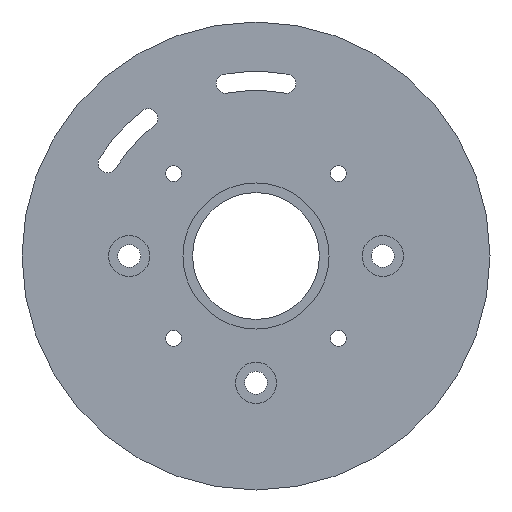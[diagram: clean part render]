
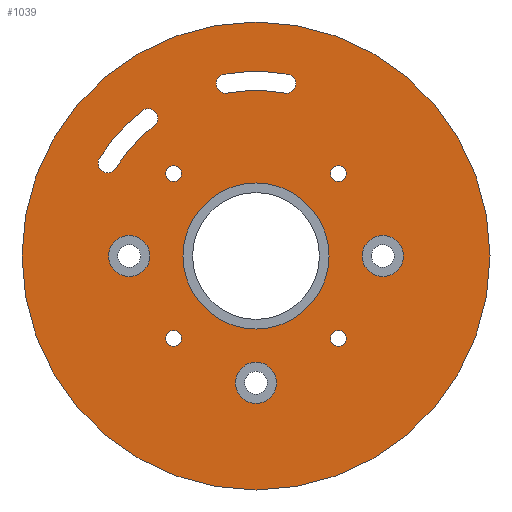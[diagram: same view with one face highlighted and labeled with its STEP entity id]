
A CAD part, front view. The second image highlights one B-rep face of the part: STEP entity #1039.
In plain terms, the highlighted planar face has unit normal (0, -1, 0).
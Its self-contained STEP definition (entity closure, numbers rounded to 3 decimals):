
#66 = VERTEX_POINT('',#67);
#67 = CARTESIAN_POINT('',(-13.,-13.5,11.75));
#73 = EDGE_CURVE('',#74,#66,#76,.T.);
#74 = VERTEX_POINT('',#75);
#75 = CARTESIAN_POINT('',(-13.,-13.5,14.25));
#76 = CIRCLE('',#77,1.25);
#77 = AXIS2_PLACEMENT_3D('',#78,#79,#80);
#78 = CARTESIAN_POINT('',(-13.,-13.5,13.));
#79 = DIRECTION('',(0.,-1.,-0.));
#80 = DIRECTION('',(0.,0.,-1.));
#108 = VERTEX_POINT('',#109);
#109 = CARTESIAN_POINT('',(-13.,-13.5,-14.25));
#115 = EDGE_CURVE('',#116,#108,#118,.T.);
#116 = VERTEX_POINT('',#117);
#117 = CARTESIAN_POINT('',(-13.,-13.5,-11.75));
#118 = CIRCLE('',#119,1.25);
#119 = AXIS2_PLACEMENT_3D('',#120,#121,#122);
#120 = CARTESIAN_POINT('',(-13.,-13.5,-13.));
#121 = DIRECTION('',(0.,-1.,-0.));
#122 = DIRECTION('',(0.,0.,-1.));
#150 = VERTEX_POINT('',#151);
#151 = CARTESIAN_POINT('',(13.,-13.5,-14.25));
#157 = EDGE_CURVE('',#158,#150,#160,.T.);
#158 = VERTEX_POINT('',#159);
#159 = CARTESIAN_POINT('',(13.,-13.5,-11.75));
#160 = CIRCLE('',#161,1.25);
#161 = AXIS2_PLACEMENT_3D('',#162,#163,#164);
#162 = CARTESIAN_POINT('',(13.,-13.5,-13.));
#163 = DIRECTION('',(0.,-1.,-0.));
#164 = DIRECTION('',(0.,0.,-1.));
#192 = VERTEX_POINT('',#193);
#193 = CARTESIAN_POINT('',(13.,-13.5,11.75));
#199 = EDGE_CURVE('',#200,#192,#202,.T.);
#200 = VERTEX_POINT('',#201);
#201 = CARTESIAN_POINT('',(13.,-13.5,14.25));
#202 = CIRCLE('',#203,1.25);
#203 = AXIS2_PLACEMENT_3D('',#204,#205,#206);
#204 = CARTESIAN_POINT('',(13.,-13.5,13.));
#205 = DIRECTION('',(0.,-1.,-0.));
#206 = DIRECTION('',(0.,0.,-1.));
#234 = VERTEX_POINT('',#235);
#235 = CARTESIAN_POINT('',(0.,-13.5,-23.25));
#241 = EDGE_CURVE('',#242,#234,#244,.T.);
#242 = VERTEX_POINT('',#243);
#243 = CARTESIAN_POINT('',(0.,-13.5,-16.75));
#244 = CIRCLE('',#245,3.25);
#245 = AXIS2_PLACEMENT_3D('',#246,#247,#248);
#246 = CARTESIAN_POINT('',(0.,-13.5,-20.));
#247 = DIRECTION('',(0.,-1.,-0.));
#248 = DIRECTION('',(0.,0.,-1.));
#318 = VERTEX_POINT('',#319);
#319 = CARTESIAN_POINT('',(-20.,-13.5,-3.25));
#325 = EDGE_CURVE('',#326,#318,#328,.T.);
#326 = VERTEX_POINT('',#327);
#327 = CARTESIAN_POINT('',(-20.,-13.5,3.25));
#328 = CIRCLE('',#329,3.25);
#329 = AXIS2_PLACEMENT_3D('',#330,#331,#332);
#330 = CARTESIAN_POINT('',(-20.,-13.5,0.));
#331 = DIRECTION('',(0.,-1.,-0.));
#332 = DIRECTION('',(0.,0.,-1.));
#402 = VERTEX_POINT('',#403);
#403 = CARTESIAN_POINT('',(20.,-13.5,-3.25));
#409 = EDGE_CURVE('',#410,#402,#412,.T.);
#410 = VERTEX_POINT('',#411);
#411 = CARTESIAN_POINT('',(20.,-13.5,3.25));
#412 = CIRCLE('',#413,3.25);
#413 = AXIS2_PLACEMENT_3D('',#414,#415,#416);
#414 = CARTESIAN_POINT('',(20.,-13.5,0.));
#415 = DIRECTION('',(0.,-1.,-0.));
#416 = DIRECTION('',(0.,0.,-1.));
#486 = VERTEX_POINT('',#487);
#487 = CARTESIAN_POINT('',(-22.134,-13.5,13.831));
#493 = EDGE_CURVE('',#494,#486,#496,.T.);
#494 = VERTEX_POINT('',#495);
#495 = CARTESIAN_POINT('',(-23.406,-13.5,13.126));
#496 = CIRCLE('',#497,1.5);
#497 = AXIS2_PLACEMENT_3D('',#498,#499,#500);
#498 = CARTESIAN_POINT('',(-23.406,-13.5,14.626));
#499 = DIRECTION('',(0.,-1.,0.));
#500 = DIRECTION('',(0.,0.,-1.));
#528 = VERTEX_POINT('',#529);
#529 = CARTESIAN_POINT('',(-4.532,-13.5,25.703));
#535 = EDGE_CURVE('',#536,#528,#538,.T.);
#536 = VERTEX_POINT('',#537);
#537 = CARTESIAN_POINT('',(-4.793,-13.5,25.681));
#538 = CIRCLE('',#539,1.5);
#539 = AXIS2_PLACEMENT_3D('',#540,#541,#542);
#540 = CARTESIAN_POINT('',(-4.793,-13.5,27.181));
#541 = DIRECTION('',(0.,-1.,0.));
#542 = DIRECTION('',(0.,0.,-1.));
#570 = VERTEX_POINT('',#571);
#571 = CARTESIAN_POINT('',(5.053,-13.5,28.658));
#577 = EDGE_CURVE('',#578,#570,#580,.T.);
#578 = VERTEX_POINT('',#579);
#579 = CARTESIAN_POINT('',(4.793,-13.5,25.681));
#580 = CIRCLE('',#581,1.5);
#581 = AXIS2_PLACEMENT_3D('',#582,#583,#584);
#582 = CARTESIAN_POINT('',(4.793,-13.5,27.181));
#583 = DIRECTION('',(0.,-1.,0.));
#584 = DIRECTION('',(0.,0.,-1.));
#696 = VERTEX_POINT('',#697);
#697 = CARTESIAN_POINT('',(11.525,-13.5,0.));
#703 = EDGE_CURVE('',#696,#704,#706,.T.);
#704 = VERTEX_POINT('',#705);
#705 = CARTESIAN_POINT('',(-11.525,-13.5,0.));
#706 = CIRCLE('',#707,11.525);
#707 = AXIS2_PLACEMENT_3D('',#708,#709,#710);
#708 = CARTESIAN_POINT('',(0.,-13.5,0.));
#709 = DIRECTION('',(0.,1.,-0.));
#710 = DIRECTION('',(-1.,0.,0.));
#794 = EDGE_CURVE('',#795,#797,#799,.T.);
#795 = VERTEX_POINT('',#796);
#796 = CARTESIAN_POINT('',(0.,-13.5,36.9));
#797 = VERTEX_POINT('',#798);
#798 = CARTESIAN_POINT('',(0.,-13.5,-36.9));
#799 = CIRCLE('',#800,36.9);
#800 = AXIS2_PLACEMENT_3D('',#801,#802,#803);
#801 = CARTESIAN_POINT('',(0.,-13.5,0.));
#802 = DIRECTION('',(-0.,1.,0.));
#803 = DIRECTION('',(0.,0.,1.));
#1039 = ADVANCED_FACE('',(#1040,#1050,#1060,#1070,#1080,#1090,#1127,
    #1163,#1173,#1183,#1193),#1203,.F.);
#1040 = FACE_BOUND('',#1041,.T.);
#1041 = EDGE_LOOP('',(#1042,#1049));
#1042 = ORIENTED_EDGE('',*,*,#1043,.F.);
#1043 = EDGE_CURVE('',#66,#74,#1044,.T.);
#1044 = CIRCLE('',#1045,1.25);
#1045 = AXIS2_PLACEMENT_3D('',#1046,#1047,#1048);
#1046 = CARTESIAN_POINT('',(-13.,-13.5,13.));
#1047 = DIRECTION('',(0.,-1.,-0.));
#1048 = DIRECTION('',(0.,0.,-1.));
#1049 = ORIENTED_EDGE('',*,*,#73,.F.);
#1050 = FACE_BOUND('',#1051,.T.);
#1051 = EDGE_LOOP('',(#1052,#1059));
#1052 = ORIENTED_EDGE('',*,*,#1053,.F.);
#1053 = EDGE_CURVE('',#150,#158,#1054,.T.);
#1054 = CIRCLE('',#1055,1.25);
#1055 = AXIS2_PLACEMENT_3D('',#1056,#1057,#1058);
#1056 = CARTESIAN_POINT('',(13.,-13.5,-13.));
#1057 = DIRECTION('',(0.,-1.,-0.));
#1058 = DIRECTION('',(0.,0.,-1.));
#1059 = ORIENTED_EDGE('',*,*,#157,.F.);
#1060 = FACE_BOUND('',#1061,.T.);
#1061 = EDGE_LOOP('',(#1062,#1069));
#1062 = ORIENTED_EDGE('',*,*,#1063,.F.);
#1063 = EDGE_CURVE('',#234,#242,#1064,.T.);
#1064 = CIRCLE('',#1065,3.25);
#1065 = AXIS2_PLACEMENT_3D('',#1066,#1067,#1068);
#1066 = CARTESIAN_POINT('',(0.,-13.5,-20.));
#1067 = DIRECTION('',(0.,-1.,-0.));
#1068 = DIRECTION('',(0.,0.,-1.));
#1069 = ORIENTED_EDGE('',*,*,#241,.F.);
#1070 = FACE_BOUND('',#1071,.T.);
#1071 = EDGE_LOOP('',(#1072,#1079));
#1072 = ORIENTED_EDGE('',*,*,#1073,.F.);
#1073 = EDGE_CURVE('',#318,#326,#1074,.T.);
#1074 = CIRCLE('',#1075,3.25);
#1075 = AXIS2_PLACEMENT_3D('',#1076,#1077,#1078);
#1076 = CARTESIAN_POINT('',(-20.,-13.5,0.));
#1077 = DIRECTION('',(0.,-1.,-0.));
#1078 = DIRECTION('',(0.,0.,-1.));
#1079 = ORIENTED_EDGE('',*,*,#325,.F.);
#1080 = FACE_BOUND('',#1081,.T.);
#1081 = EDGE_LOOP('',(#1082,#1089));
#1082 = ORIENTED_EDGE('',*,*,#1083,.F.);
#1083 = EDGE_CURVE('',#402,#410,#1084,.T.);
#1084 = CIRCLE('',#1085,3.25);
#1085 = AXIS2_PLACEMENT_3D('',#1086,#1087,#1088);
#1086 = CARTESIAN_POINT('',(20.,-13.5,0.));
#1087 = DIRECTION('',(0.,-1.,-0.));
#1088 = DIRECTION('',(0.,0.,-1.));
#1089 = ORIENTED_EDGE('',*,*,#409,.F.);
#1090 = FACE_BOUND('',#1091,.T.);
#1091 = EDGE_LOOP('',(#1092,#1103,#1112,#1119,#1120));
#1092 = ORIENTED_EDGE('',*,*,#1093,.F.);
#1093 = EDGE_CURVE('',#1094,#1096,#1098,.T.);
#1094 = VERTEX_POINT('',#1095);
#1095 = CARTESIAN_POINT('',(-17.916,-13.5,22.931));
#1096 = VERTEX_POINT('',#1097);
#1097 = CARTESIAN_POINT('',(-24.678,-13.5,15.421));
#1098 = CIRCLE('',#1099,29.1);
#1099 = AXIS2_PLACEMENT_3D('',#1100,#1101,#1102);
#1100 = CARTESIAN_POINT('',(0.,-13.5,0.));
#1101 = DIRECTION('',(0.,-1.,0.));
#1102 = DIRECTION('',(0.,0.,-1.));
#1103 = ORIENTED_EDGE('',*,*,#1104,.F.);
#1104 = EDGE_CURVE('',#1105,#1094,#1107,.T.);
#1105 = VERTEX_POINT('',#1106);
#1106 = CARTESIAN_POINT('',(-16.069,-13.5,20.567));
#1107 = CIRCLE('',#1108,1.5);
#1108 = AXIS2_PLACEMENT_3D('',#1109,#1110,#1111);
#1109 = CARTESIAN_POINT('',(-16.992,-13.5,21.749));
#1110 = DIRECTION('',(0.,-1.,0.));
#1111 = DIRECTION('',(0.,0.,-1.));
#1112 = ORIENTED_EDGE('',*,*,#1113,.F.);
#1113 = EDGE_CURVE('',#486,#1105,#1114,.T.);
#1114 = CIRCLE('',#1115,26.1);
#1115 = AXIS2_PLACEMENT_3D('',#1116,#1117,#1118);
#1116 = CARTESIAN_POINT('',(0.,-13.5,0.));
#1117 = DIRECTION('',(-0.,1.,0.));
#1118 = DIRECTION('',(0.,0.,-1.));
#1119 = ORIENTED_EDGE('',*,*,#493,.F.);
#1120 = ORIENTED_EDGE('',*,*,#1121,.F.);
#1121 = EDGE_CURVE('',#1096,#494,#1122,.T.);
#1122 = CIRCLE('',#1123,1.5);
#1123 = AXIS2_PLACEMENT_3D('',#1124,#1125,#1126);
#1124 = CARTESIAN_POINT('',(-23.406,-13.5,14.626));
#1125 = DIRECTION('',(0.,-1.,0.));
#1126 = DIRECTION('',(0.,0.,-1.));
#1127 = FACE_BOUND('',#1128,.T.);
#1128 = EDGE_LOOP('',(#1129,#1138,#1139,#1148,#1155,#1156));
#1129 = ORIENTED_EDGE('',*,*,#1130,.F.);
#1130 = EDGE_CURVE('',#570,#1131,#1133,.T.);
#1131 = VERTEX_POINT('',#1132);
#1132 = CARTESIAN_POINT('',(-5.053,-13.5,28.658));
#1133 = CIRCLE('',#1134,29.1);
#1134 = AXIS2_PLACEMENT_3D('',#1135,#1136,#1137);
#1135 = CARTESIAN_POINT('',(0.,-13.5,0.));
#1136 = DIRECTION('',(0.,-1.,0.));
#1137 = DIRECTION('',(0.,0.,-1.));
#1138 = ORIENTED_EDGE('',*,*,#577,.F.);
#1139 = ORIENTED_EDGE('',*,*,#1140,.F.);
#1140 = EDGE_CURVE('',#1141,#578,#1143,.T.);
#1141 = VERTEX_POINT('',#1142);
#1142 = CARTESIAN_POINT('',(4.532,-13.5,25.703));
#1143 = CIRCLE('',#1144,1.5);
#1144 = AXIS2_PLACEMENT_3D('',#1145,#1146,#1147);
#1145 = CARTESIAN_POINT('',(4.793,-13.5,27.181));
#1146 = DIRECTION('',(0.,-1.,0.));
#1147 = DIRECTION('',(0.,0.,-1.));
#1148 = ORIENTED_EDGE('',*,*,#1149,.F.);
#1149 = EDGE_CURVE('',#528,#1141,#1150,.T.);
#1150 = CIRCLE('',#1151,26.1);
#1151 = AXIS2_PLACEMENT_3D('',#1152,#1153,#1154);
#1152 = CARTESIAN_POINT('',(0.,-13.5,0.));
#1153 = DIRECTION('',(-0.,1.,0.));
#1154 = DIRECTION('',(0.,0.,-1.));
#1155 = ORIENTED_EDGE('',*,*,#535,.F.);
#1156 = ORIENTED_EDGE('',*,*,#1157,.F.);
#1157 = EDGE_CURVE('',#1131,#536,#1158,.T.);
#1158 = CIRCLE('',#1159,1.5);
#1159 = AXIS2_PLACEMENT_3D('',#1160,#1161,#1162);
#1160 = CARTESIAN_POINT('',(-4.793,-13.5,27.181));
#1161 = DIRECTION('',(0.,-1.,0.));
#1162 = DIRECTION('',(0.,0.,-1.));
#1163 = FACE_BOUND('',#1164,.T.);
#1164 = EDGE_LOOP('',(#1165,#1166));
#1165 = ORIENTED_EDGE('',*,*,#703,.T.);
#1166 = ORIENTED_EDGE('',*,*,#1167,.T.);
#1167 = EDGE_CURVE('',#704,#696,#1168,.T.);
#1168 = CIRCLE('',#1169,11.525);
#1169 = AXIS2_PLACEMENT_3D('',#1170,#1171,#1172);
#1170 = CARTESIAN_POINT('',(0.,-13.5,0.));
#1171 = DIRECTION('',(0.,1.,-0.));
#1172 = DIRECTION('',(-1.,0.,0.));
#1173 = FACE_BOUND('',#1174,.T.);
#1174 = EDGE_LOOP('',(#1175,#1176));
#1175 = ORIENTED_EDGE('',*,*,#794,.F.);
#1176 = ORIENTED_EDGE('',*,*,#1177,.F.);
#1177 = EDGE_CURVE('',#797,#795,#1178,.T.);
#1178 = CIRCLE('',#1179,36.9);
#1179 = AXIS2_PLACEMENT_3D('',#1180,#1181,#1182);
#1180 = CARTESIAN_POINT('',(0.,-13.5,0.));
#1181 = DIRECTION('',(-0.,1.,0.));
#1182 = DIRECTION('',(0.,0.,1.));
#1183 = FACE_BOUND('',#1184,.T.);
#1184 = EDGE_LOOP('',(#1185,#1192));
#1185 = ORIENTED_EDGE('',*,*,#1186,.F.);
#1186 = EDGE_CURVE('',#192,#200,#1187,.T.);
#1187 = CIRCLE('',#1188,1.25);
#1188 = AXIS2_PLACEMENT_3D('',#1189,#1190,#1191);
#1189 = CARTESIAN_POINT('',(13.,-13.5,13.));
#1190 = DIRECTION('',(0.,-1.,-0.));
#1191 = DIRECTION('',(0.,0.,-1.));
#1192 = ORIENTED_EDGE('',*,*,#199,.F.);
#1193 = FACE_BOUND('',#1194,.T.);
#1194 = EDGE_LOOP('',(#1195,#1202));
#1195 = ORIENTED_EDGE('',*,*,#1196,.F.);
#1196 = EDGE_CURVE('',#108,#116,#1197,.T.);
#1197 = CIRCLE('',#1198,1.25);
#1198 = AXIS2_PLACEMENT_3D('',#1199,#1200,#1201);
#1199 = CARTESIAN_POINT('',(-13.,-13.5,-13.));
#1200 = DIRECTION('',(0.,-1.,-0.));
#1201 = DIRECTION('',(0.,0.,-1.));
#1202 = ORIENTED_EDGE('',*,*,#115,.F.);
#1203 = PLANE('',#1204);
#1204 = AXIS2_PLACEMENT_3D('',#1205,#1206,#1207);
#1205 = CARTESIAN_POINT('',(0.,-13.5,0.));
#1206 = DIRECTION('',(-0.,1.,0.));
#1207 = DIRECTION('',(0.,0.,1.));
